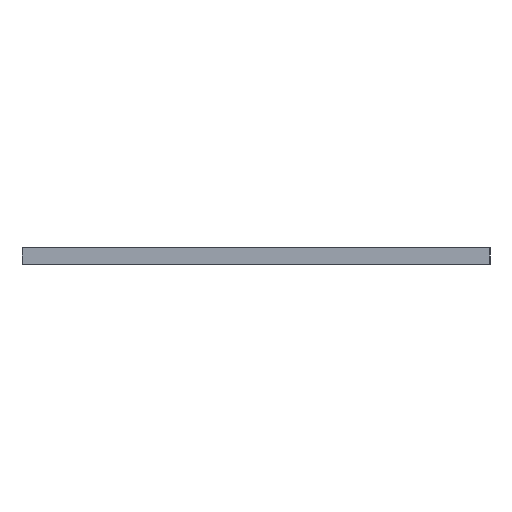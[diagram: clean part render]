
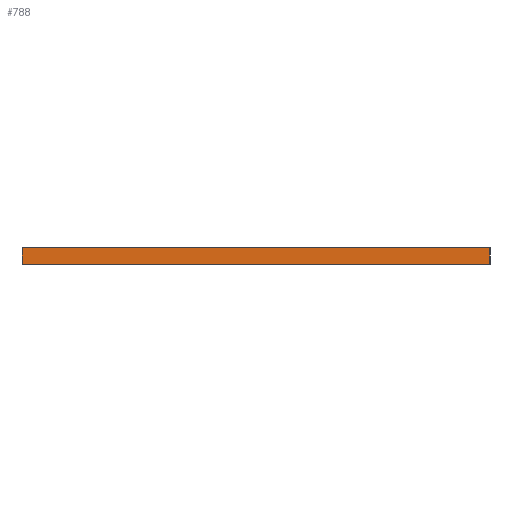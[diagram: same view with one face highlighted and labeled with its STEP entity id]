
A CAD part, front view. The second image highlights one B-rep face of the part: STEP entity #788.
In plain terms, the highlighted planar face has unit normal (0, -1, 0).
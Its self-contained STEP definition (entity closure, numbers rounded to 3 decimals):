
#115 = ORIENTED_EDGE ( 'NONE', *, *, #2097, .F. ) ;
#216 = LINE ( 'NONE', #2283, #1643 ) ;
#259 = CARTESIAN_POINT ( 'NONE',  ( 0., -50., 0. ) ) ;
#273 = LINE ( 'NONE', #259, #2176 ) ;
#316 = VERTEX_POINT ( 'NONE', #1555 ) ;
#516 = CARTESIAN_POINT ( 'NONE',  ( 250., -50., 0. ) ) ;
#788 = ADVANCED_FACE ( 'NONE', ( #1531 ), #2755, .F. ) ;
#851 = DIRECTION ( 'NONE',  ( 1., 0., 0. ) ) ;
#934 = VECTOR ( 'NONE', #1891, 1000. ) ;
#1029 = CARTESIAN_POINT ( 'NONE',  ( 250., -50., 12. ) ) ;
#1059 = CARTESIAN_POINT ( 'NONE',  ( 250., -50., 12. ) ) ;
#1202 = ORIENTED_EDGE ( 'NONE', *, *, #2670, .F. ) ;
#1204 = CARTESIAN_POINT ( 'NONE',  ( -100., -50., 12. ) ) ;
#1237 = LINE ( 'NONE', #1029, #934 ) ;
#1287 = EDGE_CURVE ( 'NONE', #1582, #316, #2651, .T. ) ;
#1362 = DIRECTION ( 'NONE',  ( 0., 0., -1. ) ) ;
#1394 = VECTOR ( 'NONE', #1362, 1000. ) ;
#1472 = DIRECTION ( 'NONE',  ( 0., 0., 1. ) ) ;
#1531 = FACE_OUTER_BOUND ( 'NONE', #1716, .T. ) ;
#1537 = DIRECTION ( 'NONE',  ( 1., 0., 0. ) ) ;
#1555 = CARTESIAN_POINT ( 'NONE',  ( -100., -50., 0. ) ) ;
#1582 = VERTEX_POINT ( 'NONE', #2404 ) ;
#1643 = VECTOR ( 'NONE', #851, 1000. ) ;
#1716 = EDGE_LOOP ( 'NONE', ( #2141, #115, #1202, #2750 ) ) ;
#1891 = DIRECTION ( 'NONE',  ( 0., 0., -1. ) ) ;
#1899 = DIRECTION ( 'NONE',  ( 0., 1., 0. ) ) ;
#1921 = AXIS2_PLACEMENT_3D ( 'NONE', #1955, #1899, #1472 ) ;
#1927 = VERTEX_POINT ( 'NONE', #516 ) ;
#1955 = CARTESIAN_POINT ( 'NONE',  ( 0., -50., 12. ) ) ;
#2097 = EDGE_CURVE ( 'NONE', #2669, #1927, #1237, .T. ) ;
#2141 = ORIENTED_EDGE ( 'NONE', *, *, #2259, .T. ) ;
#2176 = VECTOR ( 'NONE', #1537, 1000. ) ;
#2259 = EDGE_CURVE ( 'NONE', #316, #1927, #273, .T. ) ;
#2283 = CARTESIAN_POINT ( 'NONE',  ( 0., -50., 12. ) ) ;
#2404 = CARTESIAN_POINT ( 'NONE',  ( -100., -50., 12. ) ) ;
#2651 = LINE ( 'NONE', #1204, #1394 ) ;
#2669 = VERTEX_POINT ( 'NONE', #1059 ) ;
#2670 = EDGE_CURVE ( 'NONE', #1582, #2669, #216, .T. ) ;
#2750 = ORIENTED_EDGE ( 'NONE', *, *, #1287, .T. ) ;
#2755 = PLANE ( 'NONE',  #1921 ) ;
